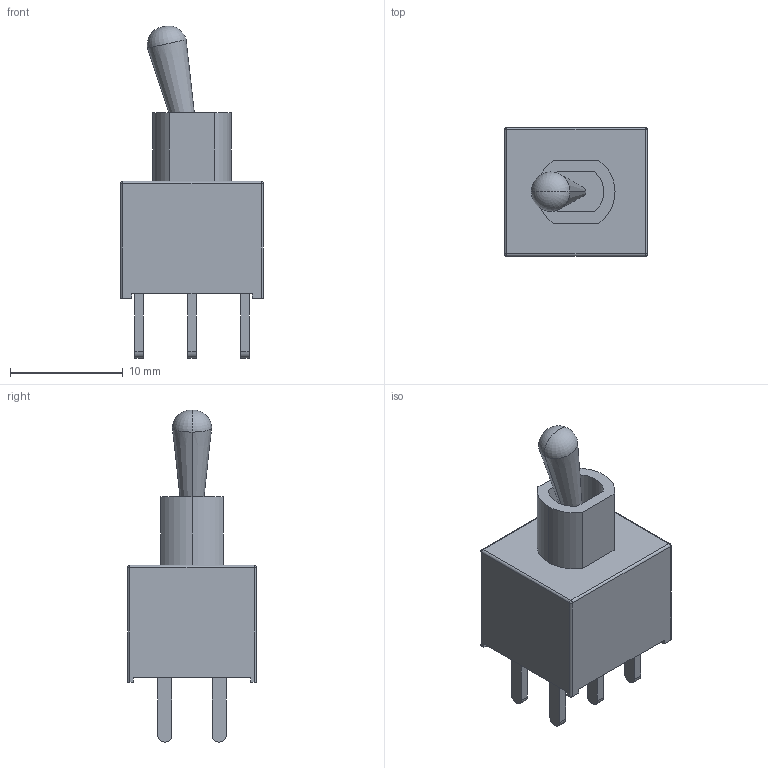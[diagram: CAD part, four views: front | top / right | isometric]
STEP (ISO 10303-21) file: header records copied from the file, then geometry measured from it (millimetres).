
FILE_DESCRIPTION (( 'STEP AP214' ), '1' );
FILE_NAME ('SW-TH_L12.7-W11.4-H24.1-P4.7.step', '2022-07-26T17:11:13', ( '' ), ( '' ), 'SwSTEP 2.0', 'SolidWorks 2020', '' );
FILE_SCHEMA (( 'AUTOMOTIVE_DESIGN' ));
Length unit declared in the file: millimetre
Products named in the file (1): SW-TH_L12.7-W11.4-H24.1-P4.7
Bounding box: 12.7 x 11.43 x 29.5 mm (x, y, z)
Volume: 1655.8 mm3; surface area: 1245.8 mm2
Topology: 21 solids, 21 shells, 386 faces, 999 edges, 656 vertices
Faces by surface type: plane 238, bspline 112, cylinder 26, sphere 4, cone 4, torus 2
Entity records: 16670 total; most frequent: CARTESIAN_POINT 4138, ORIENTED_EDGE 1982, DIRECTION 1371, EDGE_CURVE 991, VECTOR 705, LINE 705, VERTEX_POINT 656, EDGE_LOOP 407
